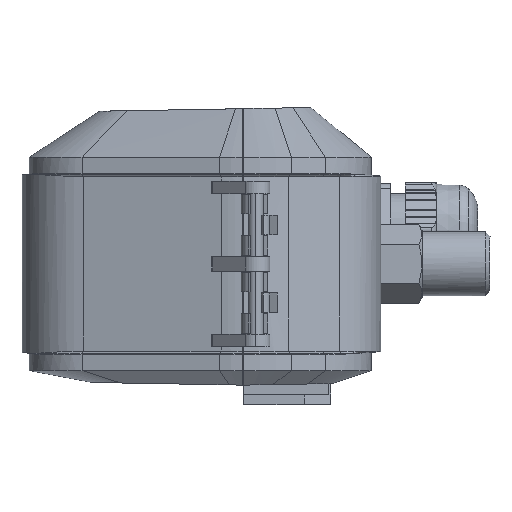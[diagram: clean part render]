
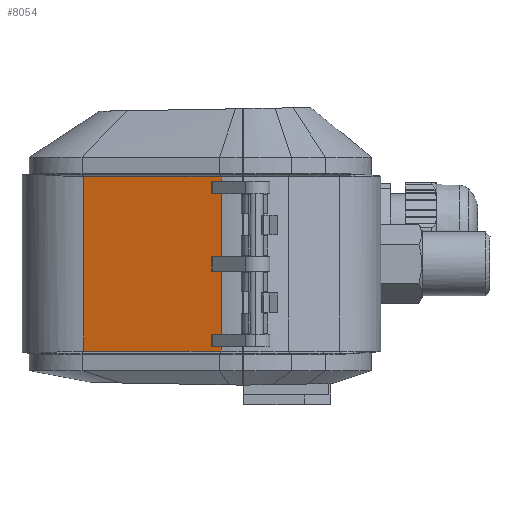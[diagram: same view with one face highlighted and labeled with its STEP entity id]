
A CAD part, left-side view. The second image highlights one B-rep face of the part: STEP entity #8054.
In plain terms, the highlighted planar face has unit normal (-0.975, 0.223, 0).
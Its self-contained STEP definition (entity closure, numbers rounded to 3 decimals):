
#8054=ADVANCED_FACE('',(#40877),#40879,.T.);
#40877=FACE_BOUND('',#40878,.T.);
#40878=EDGE_LOOP('',(#70198,#70199,#70200,#70201,#70202,#70203,#70204,#70205,#70206,
#70207,#70208,#70209,#70210,#70211,#70212,#70213));
#40879=PLANE('',#40880);
#40880=AXIS2_PLACEMENT_3D('',#40881,#40882,#40883);
#40881=CARTESIAN_POINT('',(-52.089,7.376,23.));
#40882=DIRECTION('',(-0.975,0.223,0.));
#40883=DIRECTION('',(-0.223,-0.975,0.));
#70198=ORIENTED_EDGE('',*,*,#84093,.F.);
#70199=ORIENTED_EDGE('',*,*,#84094,.T.);
#70200=ORIENTED_EDGE('',*,*,#84095,.T.);
#70201=ORIENTED_EDGE('',*,*,#84096,.F.);
#70202=ORIENTED_EDGE('',*,*,#84097,.F.);
#70203=ORIENTED_EDGE('',*,*,#84098,.T.);
#70204=ORIENTED_EDGE('',*,*,#84099,.T.);
#70205=ORIENTED_EDGE('',*,*,#84100,.F.);
#70206=ORIENTED_EDGE('',*,*,#84101,.F.);
#70207=ORIENTED_EDGE('',*,*,#84102,.T.);
#70208=ORIENTED_EDGE('',*,*,#84103,.T.);
#70209=ORIENTED_EDGE('',*,*,#84104,.T.);
#70210=ORIENTED_EDGE('',*,*,#84105,.F.);
#70211=ORIENTED_EDGE('',*,*,#84106,.F.);
#70212=ORIENTED_EDGE('',*,*,#84107,.F.);
#70213=ORIENTED_EDGE('',*,*,#84108,.T.);
#84093=EDGE_CURVE('',#93282,#93283,#93284,.T.);
#84094=EDGE_CURVE('',#93282,#93285,#93286,.T.);
#84095=EDGE_CURVE('',#93285,#93287,#93288,.T.);
#84096=EDGE_CURVE('',#93289,#93287,#93290,.T.);
#84097=EDGE_CURVE('',#93291,#93289,#93292,.T.);
#84098=EDGE_CURVE('',#93291,#93293,#93294,.T.);
#84099=EDGE_CURVE('',#93293,#93295,#93296,.T.);
#84100=EDGE_CURVE('',#93297,#93295,#93298,.T.);
#84101=EDGE_CURVE('',#93299,#93297,#93300,.T.);
#84102=EDGE_CURVE('',#93299,#93301,#93302,.T.);
#84103=EDGE_CURVE('',#93301,#93303,#93304,.T.);
#84104=EDGE_CURVE('',#93303,#93305,#93306,.T.);
#84105=EDGE_CURVE('',#93307,#93305,#93308,.T.);
#84106=EDGE_CURVE('',#93309,#93307,#93310,.T.);
#84107=EDGE_CURVE('',#93311,#93309,#93312,.T.);
#84108=EDGE_CURVE('',#93311,#93283,#93313,.T.);
#93282=VERTEX_POINT('',#123063);
#93283=VERTEX_POINT('',#123064);
#93284=LINE('',#123065,#123066);
#93285=VERTEX_POINT('',#123068);
#93286=LINE('',#123069,#123070);
#93287=VERTEX_POINT('',#123072);
#93288=LINE('',#123073,#123074);
#93289=VERTEX_POINT('',#123076);
#93290=LINE('',#123077,#123078);
#93291=VERTEX_POINT('',#123080);
#93292=LINE('',#123081,#123082);
#93293=VERTEX_POINT('',#123084);
#93294=LINE('',#123085,#123086);
#93295=VERTEX_POINT('',#123088);
#93296=LINE('',#123089,#123090);
#93297=VERTEX_POINT('',#123092);
#93298=LINE('',#123093,#123094);
#93299=VERTEX_POINT('',#123096);
#93300=LINE('',#123097,#123098);
#93301=VERTEX_POINT('',#123100);
#93302=LINE('',#123101,#123102);
#93303=VERTEX_POINT('',#123104);
#93304=LINE('',#123105,#123106);
#93305=VERTEX_POINT('',#123108);
#93306=LINE('',#123109,#123110);
#93307=VERTEX_POINT('',#123112);
#93308=LINE('',#123113,#123114);
#93309=VERTEX_POINT('',#123116);
#93310=LINE('',#123117,#123118);
#93311=VERTEX_POINT('',#123120);
#93312=LINE('',#123121,#123122);
#93313=LINE('',#123124,#123125);
#123063=CARTESIAN_POINT('',(-52.089,7.376,-0.5));
#123064=CARTESIAN_POINT('',(-52.089,7.376,-13.5));
#123065=CARTESIAN_POINT('',(-52.089,7.376,-0.5));
#123066=VECTOR('',#123067,1.);
#123067=DIRECTION('',(0.,0.,-1.));
#123068=CARTESIAN_POINT('',(-51.64,9.334,-0.5));
#123069=CARTESIAN_POINT('',(-52.089,7.376,-0.5));
#123070=VECTOR('',#123071,1.);
#123071=DIRECTION('',(0.223,0.975,0.));
#123072=CARTESIAN_POINT('',(-51.64,9.334,2.5));
#123073=CARTESIAN_POINT('',(-51.64,9.334,-0.5));
#123074=VECTOR('',#123075,1.);
#123075=DIRECTION('',(0.,0.,1.));
#123076=CARTESIAN_POINT('',(-52.089,7.376,2.5));
#123077=CARTESIAN_POINT('',(-52.089,7.376,2.5));
#123078=VECTOR('',#123079,1.);
#123079=DIRECTION('',(0.223,0.975,0.));
#123080=CARTESIAN_POINT('',(-52.089,7.376,15.5));
#123081=CARTESIAN_POINT('',(-52.089,7.376,15.5));
#123082=VECTOR('',#123083,1.);
#123083=DIRECTION('',(0.,0.,-1.));
#123084=CARTESIAN_POINT('',(-51.64,9.334,15.5));
#123085=CARTESIAN_POINT('',(-52.089,7.376,15.5));
#123086=VECTOR('',#123087,1.);
#123087=DIRECTION('',(0.223,0.975,0.));
#123088=CARTESIAN_POINT('',(-51.64,9.334,18.));
#123089=CARTESIAN_POINT('',(-51.64,9.334,15.5));
#123090=VECTOR('',#123091,1.);
#123091=DIRECTION('',(0.,0.,1.));
#123092=CARTESIAN_POINT('',(-52.089,7.376,18.));
#123093=CARTESIAN_POINT('',(-52.089,7.376,18.));
#123094=VECTOR('',#123095,1.);
#123095=DIRECTION('',(0.223,0.975,0.));
#123096=CARTESIAN_POINT('',(-52.089,7.376,18.969));
#123097=CARTESIAN_POINT('',(-52.089,7.376,18.969));
#123098=VECTOR('',#123099,1.);
#123099=DIRECTION('',(0.,0.,-1.));
#123100=CARTESIAN_POINT('',(-45.594,35.723,18.969));
#123101=CARTESIAN_POINT('',(-52.089,7.376,18.969));
#123102=VECTOR('',#123103,1.);
#123103=DIRECTION('',(0.223,0.975,0.));
#123104=CARTESIAN_POINT('',(-45.594,35.723,-16.969));
#123105=CARTESIAN_POINT('',(-45.594,35.723,18.969));
#123106=VECTOR('',#123107,1.);
#123107=DIRECTION('',(0.,0.,-1.));
#123108=CARTESIAN_POINT('',(-52.089,7.376,-16.969));
#123109=CARTESIAN_POINT('',(-45.594,35.723,-16.969));
#123110=VECTOR('',#123111,1.);
#123111=DIRECTION('',(-0.223,-0.975,0.));
#123112=CARTESIAN_POINT('',(-52.089,7.376,-16.));
#123113=CARTESIAN_POINT('',(-52.089,7.376,-16.));
#123114=VECTOR('',#123115,1.);
#123115=DIRECTION('',(0.,0.,-1.));
#123116=CARTESIAN_POINT('',(-51.64,9.334,-16.));
#123117=CARTESIAN_POINT('',(-51.64,9.334,-16.));
#123118=VECTOR('',#123119,1.);
#123119=DIRECTION('',(-0.223,-0.975,0.));
#123120=CARTESIAN_POINT('',(-51.64,9.334,-13.5));
#123121=CARTESIAN_POINT('',(-51.64,9.334,-13.5));
#123122=VECTOR('',#123123,1.);
#123123=DIRECTION('',(0.,0.,-1.));
#123124=CARTESIAN_POINT('',(-51.64,9.334,-13.5));
#123125=VECTOR('',#123126,1.);
#123126=DIRECTION('',(-0.223,-0.975,0.));
